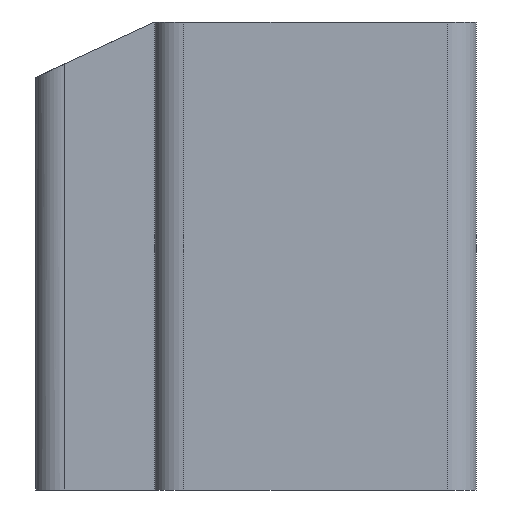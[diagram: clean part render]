
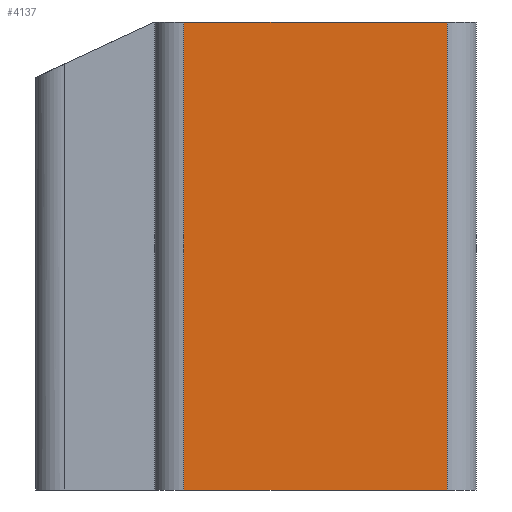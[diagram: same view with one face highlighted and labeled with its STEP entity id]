
A CAD part, left-side view. The second image highlights one B-rep face of the part: STEP entity #4137.
In plain terms, the highlighted planar face has unit normal (-1, 0, 0).
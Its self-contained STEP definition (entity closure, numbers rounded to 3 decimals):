
#601 = CARTESIAN_POINT ( 'NONE',  ( -14.6, -9.2, 22.5 ) ) ;
#1694 = CARTESIAN_POINT ( 'NONE',  ( -14.6, 10.6, 0. ) ) ;
#1891 = CARTESIAN_POINT ( 'NONE',  ( -14.6, 10.6, 22.5 ) ) ;
#1947 = DIRECTION ( 'NONE',  ( 0., -1., 0. ) ) ;
#2107 = VECTOR ( 'NONE', #9587, 1000. ) ;
#2872 = VERTEX_POINT ( 'NONE', #5804 ) ;
#3674 = DIRECTION ( 'NONE',  ( 0., 1., 0. ) ) ;
#4137 = ADVANCED_FACE ( 'NONE', ( #14696 ), #10692, .F. ) ;
#4499 = ORIENTED_EDGE ( 'NONE', *, *, #7805, .F. ) ;
#4639 = EDGE_CURVE ( 'NONE', #2872, #9459, #15248, .T. ) ;
#5006 = ORIENTED_EDGE ( 'NONE', *, *, #5065, .T. ) ;
#5065 = EDGE_CURVE ( 'NONE', #13962, #2872, #22634, .T. ) ;
#5804 = CARTESIAN_POINT ( 'NONE',  ( -14.6, -9.2, 0. ) ) ;
#6431 = VECTOR ( 'NONE', #11167, 1000. ) ;
#6582 = VECTOR ( 'NONE', #1947, 1000. ) ;
#7227 = CARTESIAN_POINT ( 'NONE',  ( -14.6, 10.6, 22.5 ) ) ;
#7805 = EDGE_CURVE ( 'NONE', #15618, #9459, #15941, .T. ) ;
#8638 = AXIS2_PLACEMENT_3D ( 'NONE', #1891, #14233, #3674 ) ;
#9361 = EDGE_CURVE ( 'NONE', #15618, #13962, #10957, .T. ) ;
#9459 = VERTEX_POINT ( 'NONE', #22133 ) ;
#9587 = DIRECTION ( 'NONE',  ( 0., 0., -1. ) ) ;
#10491 = DIRECTION ( 'NONE',  ( 0., -1., 0. ) ) ;
#10692 = PLANE ( 'NONE',  #8638 ) ;
#10957 = LINE ( 'NONE', #21898, #2107 ) ;
#11060 = CARTESIAN_POINT ( 'NONE',  ( -14.6, 3.47, 0. ) ) ;
#11167 = DIRECTION ( 'NONE',  ( 0., 0., 1. ) ) ;
#13962 = VERTEX_POINT ( 'NONE', #11060 ) ;
#14233 = DIRECTION ( 'NONE',  ( 1., 0., 0. ) ) ;
#14696 = FACE_OUTER_BOUND ( 'NONE', #15455, .T. ) ;
#15248 = LINE ( 'NONE', #601, #6431 ) ;
#15286 = ORIENTED_EDGE ( 'NONE', *, *, #9361, .T. ) ;
#15455 = EDGE_LOOP ( 'NONE', ( #4499, #15286, #5006, #20261 ) ) ;
#15618 = VERTEX_POINT ( 'NONE', #17056 ) ;
#15941 = LINE ( 'NONE', #7227, #6582 ) ;
#17056 = CARTESIAN_POINT ( 'NONE',  ( -14.6, 3.47, 22.5 ) ) ;
#20261 = ORIENTED_EDGE ( 'NONE', *, *, #4639, .T. ) ;
#21898 = CARTESIAN_POINT ( 'NONE',  ( -14.6, 3.47, 22.5 ) ) ;
#22091 = VECTOR ( 'NONE', #10491, 1000. ) ;
#22133 = CARTESIAN_POINT ( 'NONE',  ( -14.6, -9.2, 22.5 ) ) ;
#22634 = LINE ( 'NONE', #1694, #22091 ) ;
